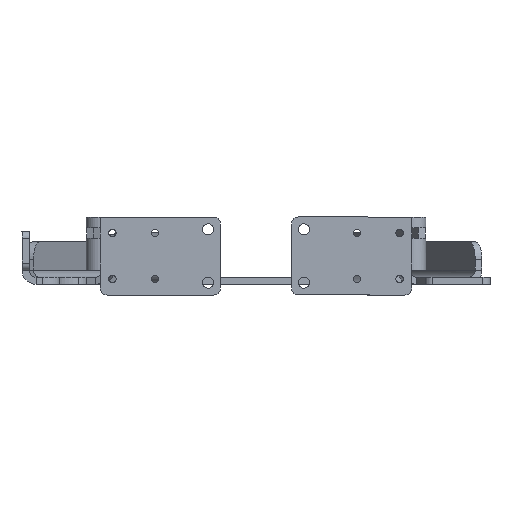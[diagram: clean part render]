
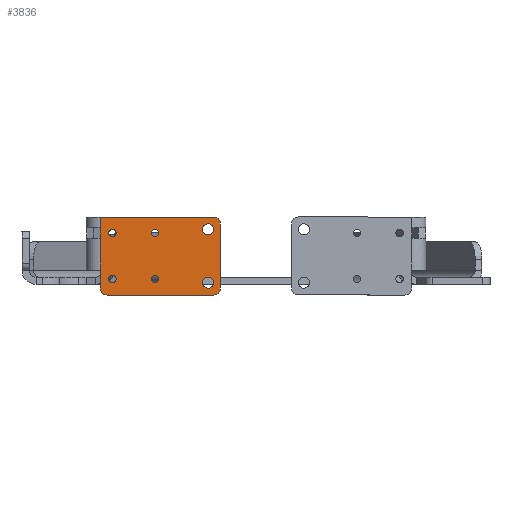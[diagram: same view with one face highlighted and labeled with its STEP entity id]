
A CAD part, left-side view. The second image highlights one B-rep face of the part: STEP entity #3836.
In plain terms, the highlighted planar face has unit normal (-1, 0, 0).
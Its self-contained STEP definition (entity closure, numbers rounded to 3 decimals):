
#59=FACE_BOUND('',#554,.T.);
#60=FACE_BOUND('',#555,.T.);
#61=FACE_BOUND('',#556,.T.);
#62=FACE_BOUND('',#557,.T.);
#63=FACE_BOUND('',#558,.T.);
#64=FACE_BOUND('',#559,.T.);
#138=PLANE('',#4212);
#311=FACE_OUTER_BOUND('',#553,.T.);
#553=EDGE_LOOP('',(#3114,#3115,#3116,#3117,#3118,#3119,#3120,#3121,#3122,
#3123));
#554=EDGE_LOOP('',(#3124));
#555=EDGE_LOOP('',(#3125));
#556=EDGE_LOOP('',(#3126));
#557=EDGE_LOOP('',(#3127));
#558=EDGE_LOOP('',(#3128));
#559=EDGE_LOOP('',(#3129));
#806=LINE('',#5871,#1178);
#834=LINE('',#6005,#1206);
#837=LINE('',#6014,#1209);
#942=LINE('',#6400,#1314);
#945=LINE('',#6406,#1317);
#946=LINE('',#6409,#1318);
#947=LINE('',#6411,#1319);
#1178=VECTOR('',#4629,10.);
#1206=VECTOR('',#4715,10.);
#1209=VECTOR('',#4724,10.);
#1314=VECTOR('',#5109,2.88);
#1317=VECTOR('',#5114,10.);
#1318=VECTOR('',#5117,10.);
#1319=VECTOR('',#5118,10.);
#1558=CIRCLE('',#4173,1.55);
#1562=CIRCLE('',#4179,1.05);
#1564=CIRCLE('',#4182,1.05);
#1570=CIRCLE('',#4191,1.55);
#1574=CIRCLE('',#4197,1.05);
#1576=CIRCLE('',#4200,1.05);
#1582=CIRCLE('',#4209,2.);
#1584=CIRCLE('',#4213,2.);
#1585=CIRCLE('',#4214,2.);
#1753=VERTEX_POINT('',#5854);
#1757=VERTEX_POINT('',#5866);
#1778=VERTEX_POINT('',#6004);
#1781=VERTEX_POINT('',#6012);
#1880=VERTEX_POINT('',#6318);
#1884=VERTEX_POINT('',#6330);
#1886=VERTEX_POINT('',#6336);
#1892=VERTEX_POINT('',#6354);
#1896=VERTEX_POINT('',#6366);
#1898=VERTEX_POINT('',#6372);
#1904=VERTEX_POINT('',#6390);
#1905=VERTEX_POINT('',#6391);
#1908=VERTEX_POINT('',#6399);
#1910=VERTEX_POINT('',#6405);
#1911=VERTEX_POINT('',#6407);
#1912=VERTEX_POINT('',#6410);
#2125=EDGE_CURVE('',#1753,#1757,#806,.T.);
#2171=EDGE_CURVE('',#1778,#1753,#834,.T.);
#2176=EDGE_CURVE('',#1757,#1781,#837,.T.);
#2326=EDGE_CURVE('',#1880,#1880,#1558,.T.);
#2332=EDGE_CURVE('',#1884,#1884,#1562,.T.);
#2335=EDGE_CURVE('',#1886,#1886,#1564,.T.);
#2344=EDGE_CURVE('',#1892,#1892,#1570,.T.);
#2350=EDGE_CURVE('',#1896,#1896,#1574,.T.);
#2353=EDGE_CURVE('',#1898,#1898,#1576,.T.);
#2362=EDGE_CURVE('',#1904,#1905,#1582,.T.);
#2366=EDGE_CURVE('',#1905,#1908,#942,.T.);
#2369=EDGE_CURVE('',#1910,#1904,#945,.T.);
#2370=EDGE_CURVE('',#1911,#1910,#1584,.T.);
#2371=EDGE_CURVE('',#1911,#1778,#946,.T.);
#2372=EDGE_CURVE('',#1781,#1912,#947,.T.);
#2373=EDGE_CURVE('',#1908,#1912,#1585,.T.);
#3114=ORIENTED_EDGE('',*,*,#2362,.F.);
#3115=ORIENTED_EDGE('',*,*,#2369,.F.);
#3116=ORIENTED_EDGE('',*,*,#2370,.F.);
#3117=ORIENTED_EDGE('',*,*,#2371,.T.);
#3118=ORIENTED_EDGE('',*,*,#2171,.T.);
#3119=ORIENTED_EDGE('',*,*,#2125,.T.);
#3120=ORIENTED_EDGE('',*,*,#2176,.T.);
#3121=ORIENTED_EDGE('',*,*,#2372,.T.);
#3122=ORIENTED_EDGE('',*,*,#2373,.F.);
#3123=ORIENTED_EDGE('',*,*,#2366,.F.);
#3124=ORIENTED_EDGE('',*,*,#2326,.T.);
#3125=ORIENTED_EDGE('',*,*,#2332,.T.);
#3126=ORIENTED_EDGE('',*,*,#2335,.T.);
#3127=ORIENTED_EDGE('',*,*,#2344,.T.);
#3128=ORIENTED_EDGE('',*,*,#2350,.T.);
#3129=ORIENTED_EDGE('',*,*,#2353,.T.);
#3836=ADVANCED_FACE('',(#311,#59,#60,#61,#62,#63,#64),#138,.T.);
#4173=AXIS2_PLACEMENT_3D('',#6319,#5017,#5018);
#4179=AXIS2_PLACEMENT_3D('',#6331,#5031,#5032);
#4182=AXIS2_PLACEMENT_3D('',#6337,#5038,#5039);
#4191=AXIS2_PLACEMENT_3D('',#6355,#5059,#5060);
#4197=AXIS2_PLACEMENT_3D('',#6367,#5073,#5074);
#4200=AXIS2_PLACEMENT_3D('',#6373,#5080,#5081);
#4209=AXIS2_PLACEMENT_3D('',#6392,#5101,#5102);
#4212=AXIS2_PLACEMENT_3D('',#6404,#5112,#5113);
#4213=AXIS2_PLACEMENT_3D('',#6408,#5115,#5116);
#4214=AXIS2_PLACEMENT_3D('',#6412,#5119,#5120);
#4629=DIRECTION('',(0.,0.,-1.));
#4715=DIRECTION('',(0.,0.,-1.));
#4724=DIRECTION('',(0.,0.,-1.));
#5017=DIRECTION('center_axis',(1.,0.,0.));
#5018=DIRECTION('ref_axis',(0.,1.,0.));
#5031=DIRECTION('center_axis',(1.,0.,0.));
#5032=DIRECTION('ref_axis',(0.,1.,0.));
#5038=DIRECTION('center_axis',(1.,0.,0.));
#5039=DIRECTION('ref_axis',(0.,1.,0.));
#5059=DIRECTION('center_axis',(1.,0.,0.));
#5060=DIRECTION('ref_axis',(0.,1.,0.));
#5073=DIRECTION('center_axis',(1.,0.,0.));
#5074=DIRECTION('ref_axis',(0.,1.,0.));
#5080=DIRECTION('center_axis',(1.,0.,0.));
#5081=DIRECTION('ref_axis',(0.,1.,0.));
#5101=DIRECTION('center_axis',(1.,0.,0.));
#5102=DIRECTION('ref_axis',(0.,-0.707,-0.707));
#5109=DIRECTION('',(0.,1.,0.));
#5112=DIRECTION('center_axis',(-1.,0.,0.));
#5113=DIRECTION('ref_axis',(0.,0.94,-0.342));
#5114=DIRECTION('',(0.,0.,-1.));
#5115=DIRECTION('center_axis',(1.,0.,0.));
#5116=DIRECTION('ref_axis',(0.,-0.707,0.707));
#5117=DIRECTION('',(0.,1.,0.));
#5118=DIRECTION('',(0.,0.,-1.));
#5119=DIRECTION('center_axis',(1.,0.,0.));
#5120=DIRECTION('ref_axis',(0.,0.707,-0.707));
#5854=CARTESIAN_POINT('',(-0.003,43.929,16.));
#5866=CARTESIAN_POINT('',(-0.003,43.929,13.));
#5871=CARTESIAN_POINT('',(-0.003,43.929,11.5));
#6004=CARTESIAN_POINT('',(-0.003,43.929,19.));
#6005=CARTESIAN_POINT('',(-0.003,43.929,11.5));
#6012=CARTESIAN_POINT('',(-0.003,43.929,4.));
#6014=CARTESIAN_POINT('',(-0.003,43.929,11.5));
#6318=CARTESIAN_POINT('',(-0.003,11.95,0.5));
#6319=CARTESIAN_POINT('Origin',(-0.003,13.5,0.5));
#6330=CARTESIAN_POINT('',(-0.003,39.45,14.5));
#6331=CARTESIAN_POINT('Origin',(-0.003,40.5,14.5));
#6336=CARTESIAN_POINT('',(-0.003,39.45,1.5));
#6337=CARTESIAN_POINT('Origin',(-0.003,40.5,1.5));
#6354=CARTESIAN_POINT('',(-0.003,11.95,15.5));
#6355=CARTESIAN_POINT('Origin',(-0.003,13.5,15.5));
#6366=CARTESIAN_POINT('',(-0.003,27.45,14.5));
#6367=CARTESIAN_POINT('Origin',(-0.003,28.5,14.5));
#6372=CARTESIAN_POINT('',(-0.003,27.45,1.5));
#6373=CARTESIAN_POINT('Origin',(-0.003,28.5,1.5));
#6390=CARTESIAN_POINT('',(-0.003,10.,-1.));
#6391=CARTESIAN_POINT('',(-0.003,12.,-3.));
#6392=CARTESIAN_POINT('Origin',(-0.003,12.,-1.));
#6399=CARTESIAN_POINT('',(-0.003,41.929,-3.));
#6400=CARTESIAN_POINT('',(-0.003,52.977,-3.));
#6404=CARTESIAN_POINT('Origin',(-0.003,120.538,26.353));
#6405=CARTESIAN_POINT('',(-0.003,10.,17.));
#6406=CARTESIAN_POINT('',(-0.003,10.,4.));
#6407=CARTESIAN_POINT('',(-0.003,12.,19.));
#6408=CARTESIAN_POINT('Origin',(-0.003,12.,17.));
#6409=CARTESIAN_POINT('',(-0.003,43.929,19.));
#6410=CARTESIAN_POINT('',(-0.003,43.929,-1.));
#6411=CARTESIAN_POINT('',(-0.003,43.929,4.));
#6412=CARTESIAN_POINT('Origin',(-0.003,41.929,-1.));
